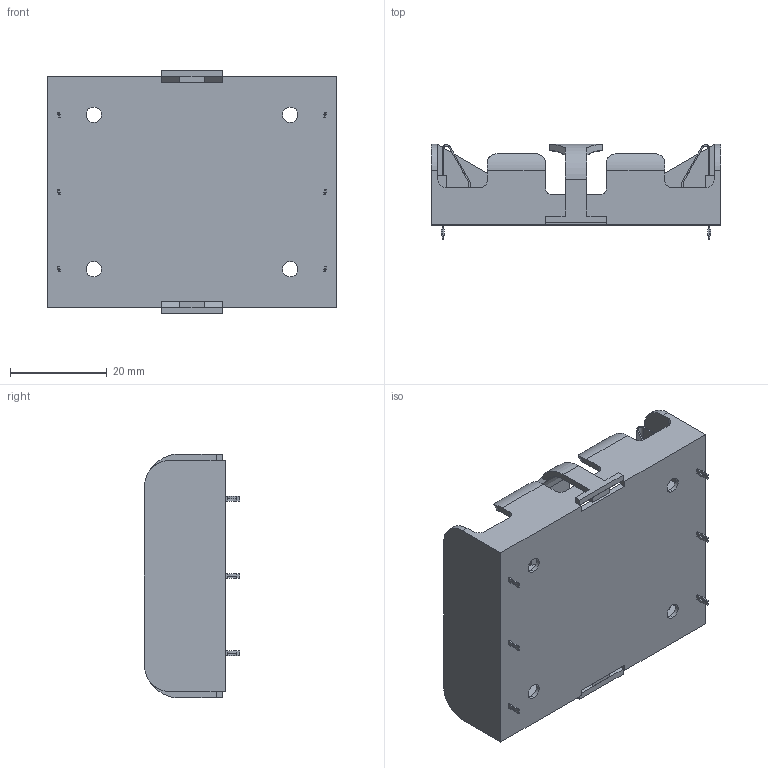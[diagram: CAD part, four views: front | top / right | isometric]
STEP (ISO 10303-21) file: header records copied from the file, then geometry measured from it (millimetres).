
FILE_DESCRIPTION (( 'STEP AP214' ), '1' );
FILE_NAME ('BK-1280-PC6.STEP', '2019-12-31T23:01:37', ( '' ), ( '' ), 'SwSTEP 2.0', 'SolidWorks 2017', '' );
FILE_SCHEMA (( 'AUTOMOTIVE_DESIGN' ));
Length unit declared in the file: millimetre
Products named in the file (1): BK-1280-PC6
Bounding box: 60 x 19.72 x 50.54 mm (x, y, z)
Volume: 9344.3 mm3; surface area: 17494.5 mm2
Topology: 8 solids, 8 shells, 458 faces, 1316 edges, 864 vertices
Faces by surface type: plane 358, cylinder 100
Entity records: 15213 total; most frequent: CARTESIAN_POINT 2903, ORIENTED_EDGE 2632, DIRECTION 2418, EDGE_CURVE 1316, LINE 1084, VECTOR 1084, VERTEX_POINT 864, AXIS2_PLACEMENT_3D 667
